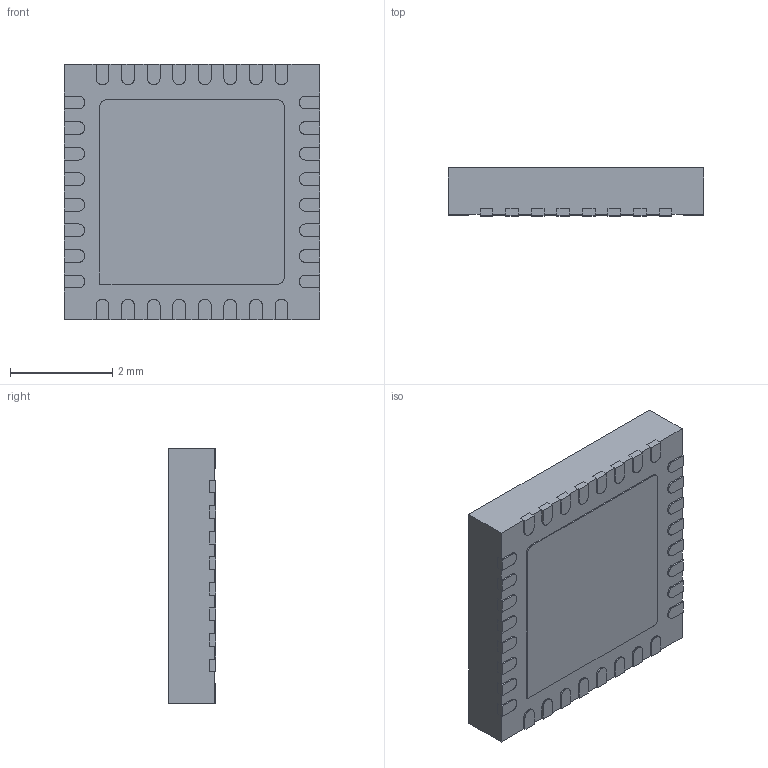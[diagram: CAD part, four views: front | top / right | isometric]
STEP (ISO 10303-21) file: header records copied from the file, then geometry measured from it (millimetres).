
FILE_DESCRIPTION (( 'STEP AP214' ), '1' );
FILE_NAME ('QFN32-1.STEP', '2017-12-21T07:44:15', ( 'Sky123.Org' ), ( 'Sky123.Org' ), 'SwSTEP 2.0', 'SolidWorks 2013', '' );
FILE_SCHEMA (( 'AUTOMOTIVE_DESIGN' ));
Length unit declared in the file: millimetre
Products named in the file (1): QFN32-1
Bounding box: 5 x 0.93 x 5 mm (x, y, z)
Volume: 22.9 mm3; surface area: 69.5 mm2
Topology: 1 solids, 1 shells, 241 faces, 711 edges, 474 vertices
Faces by surface type: plane 172, cylinder 67, bspline 2
Entity records: 11338 total; most frequent: CARTESIAN_POINT 3155, ORIENTED_EDGE 1422, DIRECTION 727, EDGE_CURVE 711, VERTEX_POINT 474, B_SPLINE_CURVE_WITH_KNOTS 460, VECTOR 247, LINE 247
